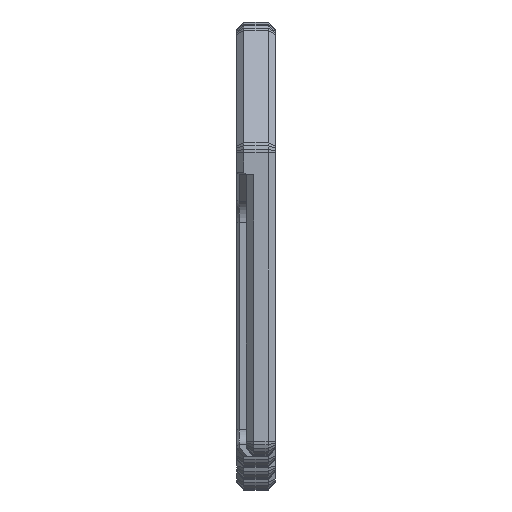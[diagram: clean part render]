
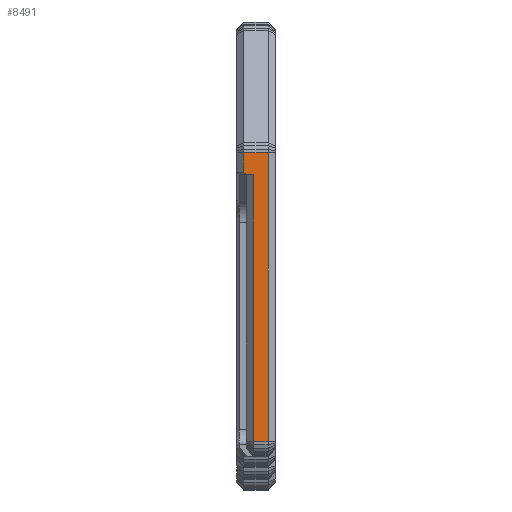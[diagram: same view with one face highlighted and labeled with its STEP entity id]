
A CAD part, left-side view. The second image highlights one B-rep face of the part: STEP entity #8491.
In plain terms, the highlighted planar face has unit normal (-1, 0, 0).
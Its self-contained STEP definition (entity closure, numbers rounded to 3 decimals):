
#148=FACE_OUTER_BOUND('',#616,.T.);
#616=EDGE_LOOP('',(#5614,#5615,#5616,#5617,#5618,#5619,#5620));
#1149=LINE('',#11712,#2354);
#1168=LINE('',#11749,#2373);
#1169=LINE('',#11752,#2374);
#1170=LINE('',#11754,#2375);
#1171=LINE('',#11756,#2376);
#1172=LINE('',#11758,#2377);
#1173=LINE('',#11759,#2378);
#2354=VECTOR('',#9490,10.);
#2373=VECTOR('',#9523,10.);
#2374=VECTOR('',#9526,10.);
#2375=VECTOR('',#9527,10.);
#2376=VECTOR('',#9528,10.);
#2377=VECTOR('',#9529,10.);
#2378=VECTOR('',#9530,10.);
#3551=VERTEX_POINT('',#11705);
#3553=VERTEX_POINT('',#11711);
#3564=VERTEX_POINT('',#11747);
#3565=VERTEX_POINT('',#11751);
#3566=VERTEX_POINT('',#11753);
#3567=VERTEX_POINT('',#11755);
#3568=VERTEX_POINT('',#11757);
#4333=EDGE_CURVE('',#3553,#3551,#1149,.T.);
#4352=EDGE_CURVE('',#3564,#3551,#1168,.T.);
#4353=EDGE_CURVE('',#3564,#3565,#1169,.T.);
#4354=EDGE_CURVE('',#3565,#3566,#1170,.T.);
#4355=EDGE_CURVE('',#3566,#3567,#1171,.T.);
#4356=EDGE_CURVE('',#3567,#3568,#1172,.T.);
#4357=EDGE_CURVE('',#3568,#3553,#1173,.T.);
#5614=ORIENTED_EDGE('',*,*,#4333,.T.);
#5615=ORIENTED_EDGE('',*,*,#4352,.F.);
#5616=ORIENTED_EDGE('',*,*,#4353,.T.);
#5617=ORIENTED_EDGE('',*,*,#4354,.T.);
#5618=ORIENTED_EDGE('',*,*,#4355,.T.);
#5619=ORIENTED_EDGE('',*,*,#4356,.T.);
#5620=ORIENTED_EDGE('',*,*,#4357,.T.);
#8048=PLANE('',#8961);
#8491=ADVANCED_FACE('',(#148),#8048,.F.);
#8961=AXIS2_PLACEMENT_3D('',#11750,#9524,#9525);
#9490=DIRECTION('',(0.,0.,-1.));
#9523=DIRECTION('',(0.,1.,0.));
#9524=DIRECTION('center_axis',(1.,0.,0.));
#9525=DIRECTION('ref_axis',(0.,0.,-1.));
#9526=DIRECTION('',(0.,0.,1.));
#9527=DIRECTION('',(0.,1.,0.));
#9528=DIRECTION('',(0.,0.,-1.));
#9529=DIRECTION('',(0.,-0.816,-0.577));
#9530=DIRECTION('',(0.,-1.,0.));
#11705=CARTESIAN_POINT('',(27.65,4.5,0.423));
#11711=CARTESIAN_POINT('',(27.65,4.5,55.575));
#11712=CARTESIAN_POINT('',(27.65,4.5,43.008));
#11747=CARTESIAN_POINT('',(27.65,1.5,0.423));
#11749=CARTESIAN_POINT('',(27.65,0.,0.423));
#11750=CARTESIAN_POINT('Origin',(27.65,0.,60.178));
#11751=CARTESIAN_POINT('',(27.65,1.5,60.178));
#11752=CARTESIAN_POINT('',(27.65,1.5,49.488));
#11753=CARTESIAN_POINT('',(27.65,6.5,60.178));
#11754=CARTESIAN_POINT('',(27.65,0.,60.178));
#11755=CARTESIAN_POINT('',(27.65,6.5,56.075));
#11756=CARTESIAN_POINT('',(27.65,6.5,49.488));
#11757=CARTESIAN_POINT('',(27.65,5.793,55.575));
#11758=CARTESIAN_POINT('',(27.65,5.532,55.391));
#11759=CARTESIAN_POINT('',(27.65,3.,55.575));
